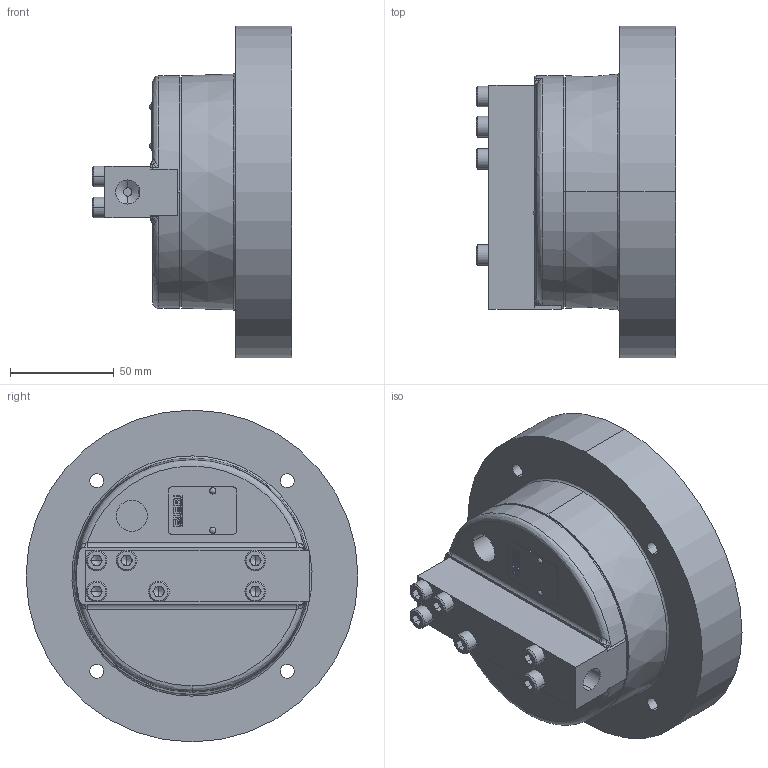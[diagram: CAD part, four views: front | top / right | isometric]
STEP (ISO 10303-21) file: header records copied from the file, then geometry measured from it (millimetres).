
FILE_DESCRIPTION (( 'STEP AP214' ), '1' );
FILE_NAME ('HRK02-_-700-_-A.STEP', '2021-03-29T13:13:27', ( '' ), ( '' ), 'SwSTEP 2.0', 'SolidWorks 2020', '' );
FILE_SCHEMA (( 'AUTOMOTIVE_DESIGN' ));
Length unit declared in the file: millimetre
Products named in the file (1): HRK02-_-700-_-A
Bounding box: 96 x 160 x 160 mm (x, y, z)
Volume: 645693.6 mm3; surface area: 100822 mm2
Topology: 1 solids, 15 shells, 868 faces, 2201 edges, 1395 vertices
Faces by surface type: plane 495, cylinder 129, bspline 128, cone 108, torus 8
Entity records: 28165 total; most frequent: CARTESIAN_POINT 7772, ORIENTED_EDGE 4310, DIRECTION 4074, EDGE_CURVE 2155, AXIS2_PLACEMENT_3D 1390, VERTEX_POINT 1389, VECTOR 1294, LINE 1294
